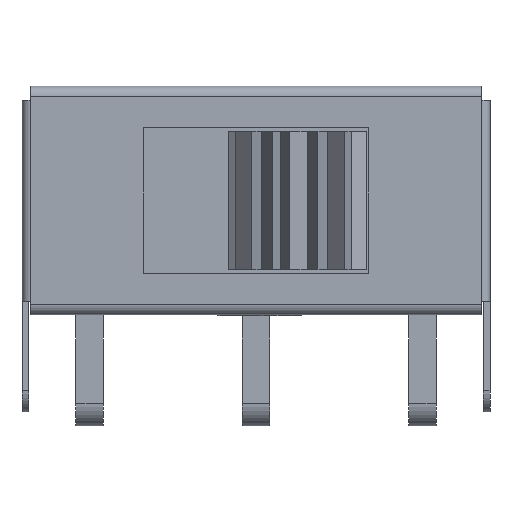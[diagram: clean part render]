
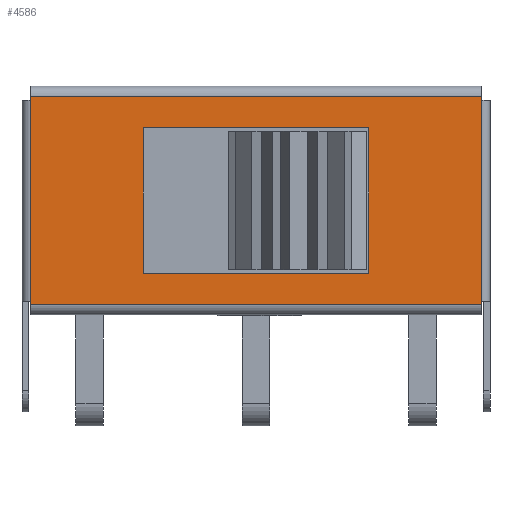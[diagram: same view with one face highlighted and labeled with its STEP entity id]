
A CAD part, front view. The second image highlights one B-rep face of the part: STEP entity #4586.
In plain terms, the highlighted planar face has unit normal (0, -1, 0).
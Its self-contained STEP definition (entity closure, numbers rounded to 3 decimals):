
#3962 = VERTEX_POINT('',#3963);
#3963 = CARTESIAN_POINT('',(-1.7,-10.799,
    0.393));
#3969 = EDGE_CURVE('',#3970,#3962,#3972,.T.);
#3970 = VERTEX_POINT('',#3971);
#3971 = CARTESIAN_POINT('',(-1.7,-10.799,
    0.293));
#3972 = LINE('',#3973,#3974);
#3973 = CARTESIAN_POINT('',(-1.7,-10.799,
    0.293));
#3974 = VECTOR('',#3975,1.);
#3975 = DIRECTION('',(0.,0.,1.));
#4059 = EDGE_CURVE('',#3962,#4060,#4062,.T.);
#4060 = VERTEX_POINT('',#4061);
#4061 = CARTESIAN_POINT('',(-1.7,-10.799,
    6.192));
#4062 = LINE('',#4063,#4064);
#4063 = CARTESIAN_POINT('',(-1.7,-10.799,
    0.393));
#4064 = VECTOR('',#4065,1.);
#4065 = DIRECTION('',(0.,0.,1.));
#4347 = VERTEX_POINT('',#4348);
#4348 = CARTESIAN_POINT('',(11.3,-10.799,
    0.393));
#4365 = VERTEX_POINT('',#4366);
#4366 = CARTESIAN_POINT('',(11.3,-10.799,
    0.293));
#4373 = EDGE_CURVE('',#4365,#4347,#4374,.T.);
#4374 = LINE('',#4375,#4376);
#4375 = CARTESIAN_POINT('',(11.3,-10.799,
    0.293));
#4376 = VECTOR('',#4377,1.);
#4377 = DIRECTION('',(0.,0.,1.));
#4431 = VERTEX_POINT('',#4432);
#4432 = CARTESIAN_POINT('',(11.3,-10.799,
    6.192));
#4439 = EDGE_CURVE('',#4431,#4347,#4440,.T.);
#4440 = LINE('',#4441,#4442);
#4441 = CARTESIAN_POINT('',(11.3,-10.799,
    6.192));
#4442 = VECTOR('',#4443,1.);
#4443 = DIRECTION('',(0.,0.,-1.));
#4533 = EDGE_CURVE('',#4431,#4534,#4536,.T.);
#4534 = VERTEX_POINT('',#4535);
#4535 = CARTESIAN_POINT('',(11.3,-10.799,
    6.292));
#4536 = LINE('',#4537,#4538);
#4537 = CARTESIAN_POINT('',(11.3,-10.799,
    6.192));
#4538 = VECTOR('',#4539,1.);
#4539 = DIRECTION('',(0.,0.,1.));
#4586 = ADVANCED_FACE('',(#4587,#4614),#4648,.T.);
#4587 = FACE_BOUND('',#4588,.F.);
#4588 = EDGE_LOOP('',(#4589,#4590,#4598,#4604,#4605,#4606,#4607,#4613));
#4589 = ORIENTED_EDGE('',*,*,#4059,.T.);
#4590 = ORIENTED_EDGE('',*,*,#4591,.T.);
#4591 = EDGE_CURVE('',#4060,#4592,#4594,.T.);
#4592 = VERTEX_POINT('',#4593);
#4593 = CARTESIAN_POINT('',(-1.7,-10.799,
    6.292));
#4594 = LINE('',#4595,#4596);
#4595 = CARTESIAN_POINT('',(-1.7,-10.799,
    6.192));
#4596 = VECTOR('',#4597,1.);
#4597 = DIRECTION('',(0.,0.,1.));
#4598 = ORIENTED_EDGE('',*,*,#4599,.T.);
#4599 = EDGE_CURVE('',#4592,#4534,#4600,.T.);
#4600 = LINE('',#4601,#4602);
#4601 = CARTESIAN_POINT('',(-1.7,-10.799,
    6.292));
#4602 = VECTOR('',#4603,1.);
#4603 = DIRECTION('',(1.,0.,0.));
#4604 = ORIENTED_EDGE('',*,*,#4533,.F.);
#4605 = ORIENTED_EDGE('',*,*,#4439,.T.);
#4606 = ORIENTED_EDGE('',*,*,#4373,.F.);
#4607 = ORIENTED_EDGE('',*,*,#4608,.T.);
#4608 = EDGE_CURVE('',#4365,#3970,#4609,.T.);
#4609 = LINE('',#4610,#4611);
#4610 = CARTESIAN_POINT('',(11.3,-10.799,
    0.293));
#4611 = VECTOR('',#4612,1.);
#4612 = DIRECTION('',(-1.,0.,0.));
#4613 = ORIENTED_EDGE('',*,*,#3969,.T.);
#4614 = FACE_BOUND('',#4615,.F.);
#4615 = EDGE_LOOP('',(#4616,#4626,#4634,#4642));
#4616 = ORIENTED_EDGE('',*,*,#4617,.F.);
#4617 = EDGE_CURVE('',#4618,#4620,#4622,.T.);
#4618 = VERTEX_POINT('',#4619);
#4619 = CARTESIAN_POINT('',(1.55,-10.799,1.193
    ));
#4620 = VERTEX_POINT('',#4621);
#4621 = CARTESIAN_POINT('',(1.55,-10.799,5.392
    ));
#4622 = LINE('',#4623,#4624);
#4623 = CARTESIAN_POINT('',(1.55,-10.799,1.193
    ));
#4624 = VECTOR('',#4625,1.);
#4625 = DIRECTION('',(0.,0.,1.));
#4626 = ORIENTED_EDGE('',*,*,#4627,.F.);
#4627 = EDGE_CURVE('',#4628,#4618,#4630,.T.);
#4628 = VERTEX_POINT('',#4629);
#4629 = CARTESIAN_POINT('',(8.05,-10.799,1.193
    ));
#4630 = LINE('',#4631,#4632);
#4631 = CARTESIAN_POINT('',(8.05,-10.799,1.193
    ));
#4632 = VECTOR('',#4633,1.);
#4633 = DIRECTION('',(-1.,0.,0.));
#4634 = ORIENTED_EDGE('',*,*,#4635,.F.);
#4635 = EDGE_CURVE('',#4636,#4628,#4638,.T.);
#4636 = VERTEX_POINT('',#4637);
#4637 = CARTESIAN_POINT('',(8.05,-10.799,5.392
    ));
#4638 = LINE('',#4639,#4640);
#4639 = CARTESIAN_POINT('',(8.05,-10.799,5.392
    ));
#4640 = VECTOR('',#4641,1.);
#4641 = DIRECTION('',(0.,0.,-1.));
#4642 = ORIENTED_EDGE('',*,*,#4643,.F.);
#4643 = EDGE_CURVE('',#4620,#4636,#4644,.T.);
#4644 = LINE('',#4645,#4646);
#4645 = CARTESIAN_POINT('',(1.55,-10.799,5.392
    ));
#4646 = VECTOR('',#4647,1.);
#4647 = DIRECTION('',(1.,0.,0.));
#4648 = PLANE('',#4649);
#4649 = AXIS2_PLACEMENT_3D('',#4650,#4651,#4652);
#4650 = CARTESIAN_POINT('',(11.3,-10.799,
    6.292));
#4651 = DIRECTION('',(0.,-1.,0.));
#4652 = DIRECTION('',(0.,0.,-1.));
